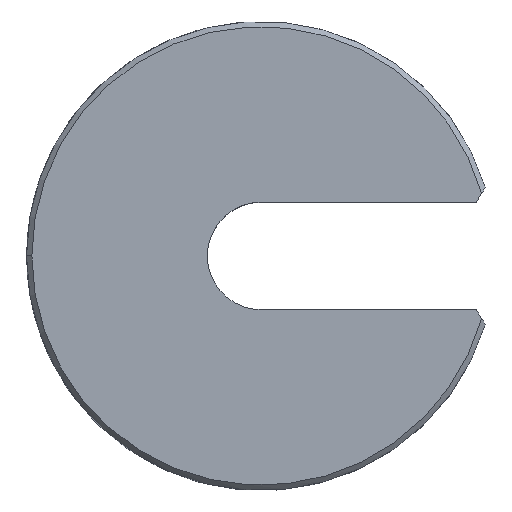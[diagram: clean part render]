
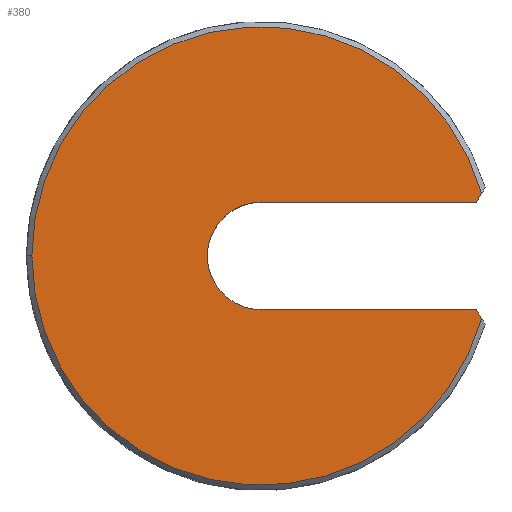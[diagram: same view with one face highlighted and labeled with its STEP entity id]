
A CAD part, top view. The second image highlights one B-rep face of the part: STEP entity #380.
In plain terms, the highlighted planar face has unit normal (0, 0, 1).
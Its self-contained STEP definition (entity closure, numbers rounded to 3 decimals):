
#12 = AXIS2_PLACEMENT_3D ( 'NONE', #220, #150, #174 ) ;
#14 = VECTOR ( 'NONE', #179, 1000. ) ;
#25 = AXIS2_PLACEMENT_3D ( 'NONE', #148, #79, #191 ) ;
#38 = VECTOR ( 'NONE', #100, 1000. ) ;
#41 = FACE_OUTER_BOUND ( 'NONE', #329, .T. ) ;
#42 = VECTOR ( 'NONE', #142, 1000. ) ;
#49 = AXIS2_PLACEMENT_3D ( 'NONE', #134, #212, #166 ) ;
#51 = VECTOR ( 'NONE', #203, 1000. ) ;
#64 = AXIS2_PLACEMENT_3D ( 'NONE', #83, #169, #165 ) ;
#75 = CARTESIAN_POINT ( 'NONE',  ( -22., 0., 0. ) ) ;
#79 = DIRECTION ( 'NONE',  ( 0., 0., 1. ) ) ;
#83 = CARTESIAN_POINT ( 'NONE',  ( 0., 0., 0. ) ) ;
#99 = CARTESIAN_POINT ( 'NONE',  ( 21.168, 5.992, 0. ) ) ;
#100 = DIRECTION ( 'NONE',  ( -1., 0., 0. ) ) ;
#101 = CARTESIAN_POINT ( 'NONE',  ( 21.168, -5.992, 0. ) ) ;
#127 = CARTESIAN_POINT ( 'NONE',  ( 20.653, -5.159, 0. ) ) ;
#134 = CARTESIAN_POINT ( 'NONE',  ( 0., 0., 0. ) ) ;
#142 = DIRECTION ( 'NONE',  ( 0.526, 0.85, 0. ) ) ;
#148 = CARTESIAN_POINT ( 'NONE',  ( 0., 0., 0. ) ) ;
#150 = DIRECTION ( 'NONE',  ( 0., 0., 1. ) ) ;
#151 = LINE ( 'NONE', #250, #14 ) ;
#165 = DIRECTION ( 'NONE',  ( 1., 0., 0. ) ) ;
#166 = DIRECTION ( 'NONE',  ( 1., 0., 0. ) ) ;
#168 = CARTESIAN_POINT ( 'NONE',  ( 12.628, 7.813, 0. ) ) ;
#169 = DIRECTION ( 'NONE',  ( 0., 0., 1. ) ) ;
#174 = DIRECTION ( 'NONE',  ( 1., 0., 0. ) ) ;
#176 = LINE ( 'NONE', #198, #42 ) ;
#179 = DIRECTION ( 'NONE',  ( 1., 0., 0. ) ) ;
#184 = LINE ( 'NONE', #239, #38 ) ;
#185 = PLANE ( 'NONE',  #12 ) ;
#191 = DIRECTION ( 'NONE',  ( 1., 0., 0. ) ) ;
#198 = CARTESIAN_POINT ( 'NONE',  ( 12.628, -7.813, 0. ) ) ;
#203 = DIRECTION ( 'NONE',  ( -0.526, 0.85, 0. ) ) ;
#206 = CARTESIAN_POINT ( 'NONE',  ( 20.653, 5.159, 0. ) ) ;
#212 = DIRECTION ( 'NONE',  ( 0., 0., 1. ) ) ;
#220 = CARTESIAN_POINT ( 'NONE',  ( 0., 0., 0. ) ) ;
#223 = LINE ( 'NONE', #168, #51 ) ;
#231 = CARTESIAN_POINT ( 'NONE',  ( 0., 5.159, 0. ) ) ;
#239 = CARTESIAN_POINT ( 'NONE',  ( 0., 5.159, 0. ) ) ;
#250 = CARTESIAN_POINT ( 'NONE',  ( 22.5, -5.159, 0. ) ) ;
#265 = VERTEX_POINT ( 'NONE', #274 ) ;
#269 = ORIENTED_EDGE ( 'NONE', *, *, #379, .F. ) ;
#274 = CARTESIAN_POINT ( 'NONE',  ( 0., -5.159, 0. ) ) ;
#279 = ORIENTED_EDGE ( 'NONE', *, *, #385, .F. ) ;
#281 = ORIENTED_EDGE ( 'NONE', *, *, #406, .T. ) ;
#284 = VERTEX_POINT ( 'NONE', #101 ) ;
#297 = VERTEX_POINT ( 'NONE', #206 ) ;
#302 = ORIENTED_EDGE ( 'NONE', *, *, #361, .F. ) ;
#309 = VERTEX_POINT ( 'NONE', #127 ) ;
#311 = VERTEX_POINT ( 'NONE', #75 ) ;
#314 = VERTEX_POINT ( 'NONE', #231 ) ;
#326 = VERTEX_POINT ( 'NONE', #99 ) ;
#328 = ORIENTED_EDGE ( 'NONE', *, *, #375, .T. ) ;
#329 = EDGE_LOOP ( 'NONE', ( #269, #342, #281, #328, #334, #279, #302 ) ) ;
#334 = ORIENTED_EDGE ( 'NONE', *, *, #362, .T. ) ;
#342 = ORIENTED_EDGE ( 'NONE', *, *, #352, .T. ) ;
#352 = EDGE_CURVE ( 'NONE', #297, #326, #176, .T. ) ;
#361 = EDGE_CURVE ( 'NONE', #314, #265, #378, .T. ) ;
#362 = EDGE_CURVE ( 'NONE', #284, #309, #223, .T. ) ;
#375 = EDGE_CURVE ( 'NONE', #311, #284, #398, .T. ) ;
#378 = CIRCLE ( 'NONE', #49, 5.159 ) ;
#379 = EDGE_CURVE ( 'NONE', #297, #314, #184, .T. ) ;
#380 = ADVANCED_FACE ( 'NONE', ( #41 ), #185, .T. ) ;
#385 = EDGE_CURVE ( 'NONE', #265, #309, #151, .T. ) ;
#396 = CIRCLE ( 'NONE', #64, 22. ) ;
#398 = CIRCLE ( 'NONE', #25, 22. ) ;
#406 = EDGE_CURVE ( 'NONE', #326, #311, #396, .T. ) ;
